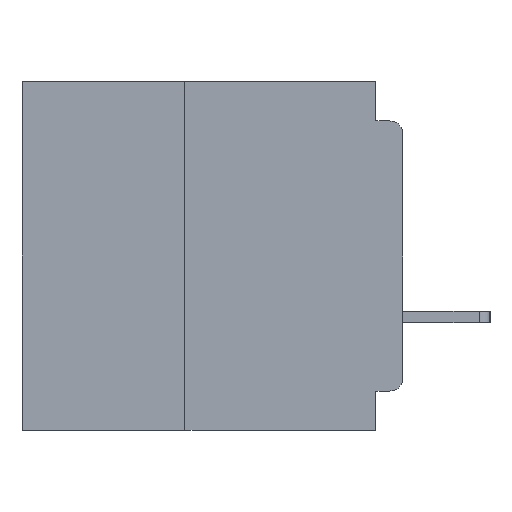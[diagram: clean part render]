
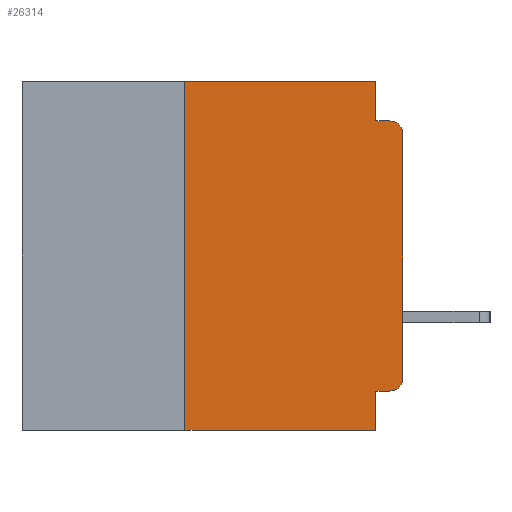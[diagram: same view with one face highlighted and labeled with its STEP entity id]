
A CAD part, left-side view. The second image highlights one B-rep face of the part: STEP entity #26314.
In plain terms, the highlighted planar face has unit normal (-1, 0, 0).
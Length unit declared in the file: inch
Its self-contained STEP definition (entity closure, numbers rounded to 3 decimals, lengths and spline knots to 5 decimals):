
#110 = EDGE_CURVE ( 'NONE', #7044, #25078, #54357, .T. ) ;
#327 = ORIENTED_EDGE ( 'NONE', *, *, #13154, .F. ) ;
#584 = CARTESIAN_POINT ( 'NONE',  ( 0., 0.031, -0.045 ) ) ;
#1590 = CARTESIAN_POINT ( 'NONE',  ( 0., 0.015, -0.045 ) ) ;
#1926 = AXIS2_PLACEMENT_3D ( 'NONE', #10257, #59615, #30102 ) ;
#2001 = VERTEX_POINT ( 'NONE', #1590 ) ;
#2224 = VERTEX_POINT ( 'NONE', #36209 ) ;
#3019 = DIRECTION ( 'NONE',  ( 0., -1., 0. ) ) ;
#3127 = EDGE_LOOP ( 'NONE', ( #31823, #18976, #51716, #23903, #56290, #26337, #49399, #327, #46328, #4496 ) ) ;
#3434 = EDGE_CURVE ( 'NONE', #27992, #7044, #27619, .T. ) ;
#4250 = CARTESIAN_POINT ( 'NONE',  ( 0., 0., -0.06 ) ) ;
#4496 = ORIENTED_EDGE ( 'NONE', *, *, #3434, .T. ) ;
#7044 = VERTEX_POINT ( 'NONE', #13099 ) ;
#7810 = LINE ( 'NONE', #24923, #48779 ) ;
#7968 = VECTOR ( 'NONE', #51763, 39.37008 ) ;
#8981 = DIRECTION ( 'NONE',  ( 0., 1., 0. ) ) ;
#9441 = CARTESIAN_POINT ( 'NONE',  ( 0., 0.031, 0. ) ) ;
#9815 = CARTESIAN_POINT ( 'NONE',  ( 0., 0.25, -0.4 ) ) ;
#10257 = CARTESIAN_POINT ( 'NONE',  ( 0., 0.437, 0. ) ) ;
#13099 = CARTESIAN_POINT ( 'NONE',  ( 0., 0., -0.34 ) ) ;
#13154 = EDGE_CURVE ( 'NONE', #37413, #47430, #55042, .T. ) ;
#14925 = DIRECTION ( 'NONE',  ( 0., 0., -1. ) ) ;
#14997 = DIRECTION ( 'NONE',  ( -1., 0., 0. ) ) ;
#15005 = CARTESIAN_POINT ( 'NONE',  ( 0., 0.015, -0.34 ) ) ;
#15036 = DIRECTION ( 'NONE',  ( 0., 0., 1. ) ) ;
#16197 = DIRECTION ( 'NONE',  ( -1., 0., 0. ) ) ;
#17329 = VECTOR ( 'NONE', #15036, 39.37008 ) ;
#17880 = LINE ( 'NONE', #38527, #30983 ) ;
#18976 = ORIENTED_EDGE ( 'NONE', *, *, #64013, .T. ) ;
#21063 = LINE ( 'NONE', #57619, #31127 ) ;
#23690 = DIRECTION ( 'NONE',  ( 0., 0., -1. ) ) ;
#23903 = ORIENTED_EDGE ( 'NONE', *, *, #55892, .F. ) ;
#24923 = CARTESIAN_POINT ( 'NONE',  ( 0., 0.437, 0. ) ) ;
#25078 = VERTEX_POINT ( 'NONE', #4250 ) ;
#26314 = ADVANCED_FACE ( 'NONE', ( #41233 ), #44762, .F. ) ;
#26337 = ORIENTED_EDGE ( 'NONE', *, *, #34991, .F. ) ;
#27302 = LINE ( 'NONE', #44559, #17329 ) ;
#27619 = CIRCLE ( 'NONE', #48147, 0.015 ) ;
#27992 = VERTEX_POINT ( 'NONE', #63052 ) ;
#30102 = DIRECTION ( 'NONE',  ( 0., 0., -1. ) ) ;
#30660 = VERTEX_POINT ( 'NONE', #584 ) ;
#30983 = VECTOR ( 'NONE', #8981, 39.37008 ) ;
#31127 = VECTOR ( 'NONE', #47744, 39.37008 ) ;
#31823 = ORIENTED_EDGE ( 'NONE', *, *, #110, .T. ) ;
#34460 = CARTESIAN_POINT ( 'NONE',  ( 0., 0.031, -0.355 ) ) ;
#34991 = EDGE_CURVE ( 'NONE', #47266, #2224, #27302, .T. ) ;
#35778 = CIRCLE ( 'NONE', #58838, 0.015 ) ;
#36209 = CARTESIAN_POINT ( 'NONE',  ( 0., 0.25, 0. ) ) ;
#37113 = LINE ( 'NONE', #62191, #48709 ) ;
#37413 = VERTEX_POINT ( 'NONE', #34460 ) ;
#38527 = CARTESIAN_POINT ( 'NONE',  ( 0., 0., -0.355 ) ) ;
#39603 = DIRECTION ( 'NONE',  ( 0., -1., 0. ) ) ;
#40344 = VECTOR ( 'NONE', #23690, 39.37008 ) ;
#40947 = CARTESIAN_POINT ( 'NONE',  ( 0., 0., -0.045 ) ) ;
#41233 = FACE_OUTER_BOUND ( 'NONE', #3127, .T. ) ;
#43151 = CARTESIAN_POINT ( 'NONE',  ( 0., 0.031, -0.4 ) ) ;
#44559 = CARTESIAN_POINT ( 'NONE',  ( 0., 0.25, -0.4 ) ) ;
#44762 = PLANE ( 'NONE',  #1926 ) ;
#45455 = EDGE_CURVE ( 'NONE', #27992, #37413, #17880, .T. ) ;
#45733 = CARTESIAN_POINT ( 'NONE',  ( 0., 0.015, -0.06 ) ) ;
#46328 = ORIENTED_EDGE ( 'NONE', *, *, #45455, .F. ) ;
#47266 = VERTEX_POINT ( 'NONE', #9815 ) ;
#47430 = VERTEX_POINT ( 'NONE', #55302 ) ;
#47744 = DIRECTION ( 'NONE',  ( 0., 0., -1. ) ) ;
#48147 = AXIS2_PLACEMENT_3D ( 'NONE', #15005, #14997, #14925 ) ;
#48709 = VECTOR ( 'NONE', #3019, 39.37008 ) ;
#48779 = VECTOR ( 'NONE', #39603, 39.37008 ) ;
#49399 = ORIENTED_EDGE ( 'NONE', *, *, #57106, .T. ) ;
#50690 = DIRECTION ( 'NONE',  ( 0., 0., -1. ) ) ;
#51716 = ORIENTED_EDGE ( 'NONE', *, *, #64054, .F. ) ;
#51763 = DIRECTION ( 'NONE',  ( 0., -1., 0. ) ) ;
#52806 = VECTOR ( 'NONE', #61145, 39.37008 ) ;
#54357 = LINE ( 'NONE', #61452, #52806 ) ;
#55042 = LINE ( 'NONE', #43151, #40344 ) ;
#55302 = CARTESIAN_POINT ( 'NONE',  ( 0., 0.031, -0.4 ) ) ;
#55892 = EDGE_CURVE ( 'NONE', #56619, #30660, #21063, .T. ) ;
#56290 = ORIENTED_EDGE ( 'NONE', *, *, #56734, .F. ) ;
#56619 = VERTEX_POINT ( 'NONE', #9441 ) ;
#56734 = EDGE_CURVE ( 'NONE', #2224, #56619, #7810, .T. ) ;
#57106 = EDGE_CURVE ( 'NONE', #47266, #47430, #37113, .T. ) ;
#57619 = CARTESIAN_POINT ( 'NONE',  ( 0., 0.031, 0. ) ) ;
#58838 = AXIS2_PLACEMENT_3D ( 'NONE', #45733, #16197, #50690 ) ;
#59615 = DIRECTION ( 'NONE',  ( 1., 0., 0. ) ) ;
#60451 = LINE ( 'NONE', #40947, #7968 ) ;
#61145 = DIRECTION ( 'NONE',  ( 0., 0., 1. ) ) ;
#61452 = CARTESIAN_POINT ( 'NONE',  ( 0., 0., 0. ) ) ;
#62191 = CARTESIAN_POINT ( 'NONE',  ( 0., 0.437, -0.4 ) ) ;
#63052 = CARTESIAN_POINT ( 'NONE',  ( 0., 0.015, -0.355 ) ) ;
#64013 = EDGE_CURVE ( 'NONE', #25078, #2001, #35778, .T. ) ;
#64054 = EDGE_CURVE ( 'NONE', #30660, #2001, #60451, .T. ) ;
